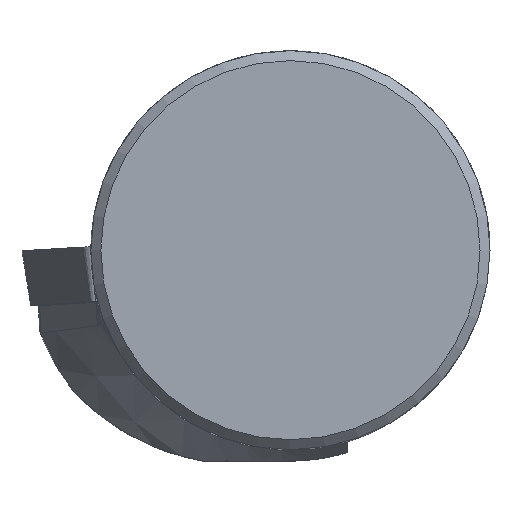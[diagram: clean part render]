
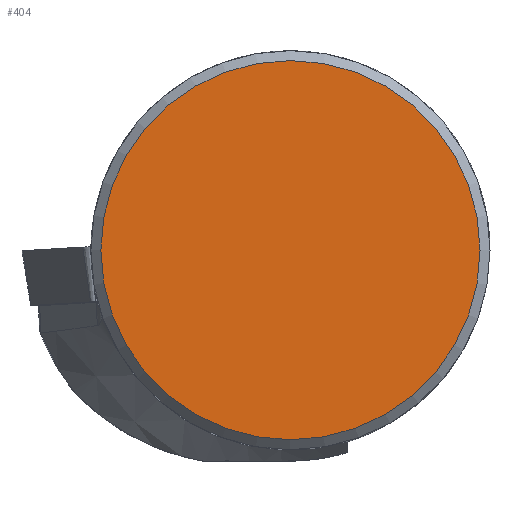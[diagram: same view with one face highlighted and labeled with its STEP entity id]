
A CAD part, top view. The second image highlights one B-rep face of the part: STEP entity #404.
In plain terms, the highlighted planar face has unit normal (0, 0, 1).
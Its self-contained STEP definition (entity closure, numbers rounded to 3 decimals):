
#343=PLANE('',#1467);
#404=ADVANCED_FACE('',(#478),#343,.F.);
#478=FACE_OUTER_BOUND('',#546,.T.);
#546=EDGE_LOOP('',(#900));
#619=CIRCLE('',#1465,19.);
#900=ORIENTED_EDGE('',*,*,#1232,.T.);
#1070=VERTEX_POINT('',#2432);
#1232=EDGE_CURVE('',#1070,#1070,#619,.T.);
#1465=AXIS2_PLACEMENT_3D('',#2431,#1781,#1782);
#1467=AXIS2_PLACEMENT_3D('',#2434,#1785,#1786);
#1781=DIRECTION('',(0.,0.,1.));
#1782=DIRECTION('',(1.,0.,0.));
#1785=DIRECTION('',(0.,0.,-1.));
#1786=DIRECTION('',(1.,0.,0.));
#2431=CARTESIAN_POINT('',(0.,0.,0.325));
#2432=CARTESIAN_POINT('',(19.,0.,0.325));
#2434=CARTESIAN_POINT('',(0.,0.,0.325));
